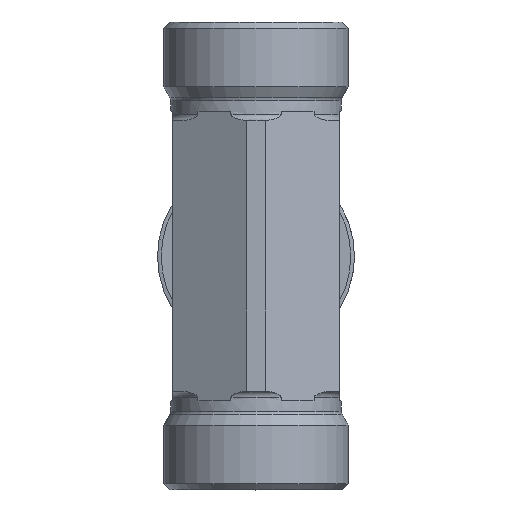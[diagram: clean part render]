
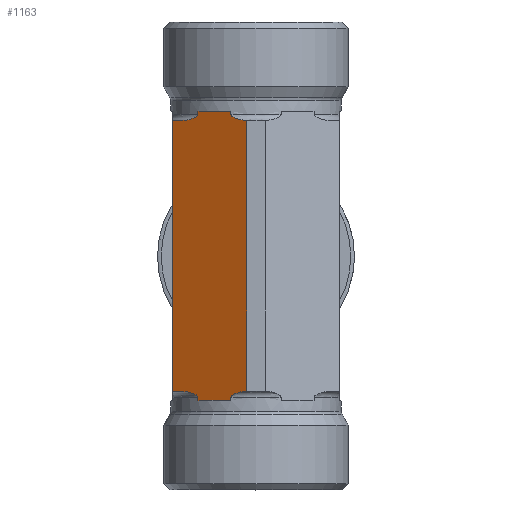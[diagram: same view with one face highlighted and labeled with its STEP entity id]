
A CAD part, top view. The second image highlights one B-rep face of the part: STEP entity #1163.
In plain terms, the highlighted planar face has unit normal (-0.5, 0, 0.866).
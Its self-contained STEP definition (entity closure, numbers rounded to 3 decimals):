
#490=CARTESIAN_POINT('',(-27.614,32.544,33.644));
#491=VERTEX_POINT('',#490);
#492=CARTESIAN_POINT('',(-30.292,31.544,32.098));
#493=VERTEX_POINT('',#492);
#494=CARTESIAN_POINT('',(-27.614,32.544,33.644));
#495=CARTESIAN_POINT('',(-27.614,32.51,33.644));
#496=CARTESIAN_POINT('',(-27.623,32.471,33.639));
#497=CARTESIAN_POINT('',(-27.652,32.397,33.622));
#498=CARTESIAN_POINT('',(-27.683,32.353,33.605));
#499=CARTESIAN_POINT('',(-27.838,32.173,33.515));
#500=CARTESIAN_POINT('',(-28.033,32.07,33.403));
#501=CARTESIAN_POINT('',(-28.822,31.699,32.947));
#502=CARTESIAN_POINT('',(-29.619,31.544,32.487));
#503=CARTESIAN_POINT('',(-30.292,31.544,32.098));
#504=B_SPLINE_CURVE_WITH_KNOTS('',3,(#494,#495,#496,#497,#498,#499,#500,#501,#502,#503),.UNSPECIFIED.,.F.,.U.,(4,2,2,2,4),(0.559,0.569,0.583,0.645,0.878),.UNSPECIFIED.);
#505=EDGE_CURVE('',#491,#493,#504,.T.);
#619=CARTESIAN_POINT('',(-22.255,32.544,36.738));
#620=VERTEX_POINT('',#619);
#628=CARTESIAN_POINT('',(-19.685,31.545,38.222));
#629=VERTEX_POINT('',#628);
#630=CARTESIAN_POINT('',(-19.685,31.545,38.222));
#631=CARTESIAN_POINT('',(-20.334,31.561,37.847));
#632=CARTESIAN_POINT('',(-21.08,31.715,37.417));
#633=CARTESIAN_POINT('',(-21.837,32.07,36.98));
#634=CARTESIAN_POINT('',(-22.031,32.173,36.868));
#635=CARTESIAN_POINT('',(-22.187,32.353,36.778));
#636=CARTESIAN_POINT('',(-22.217,32.397,36.76));
#637=CARTESIAN_POINT('',(-22.247,32.471,36.743));
#638=CARTESIAN_POINT('',(-22.255,32.51,36.738));
#639=CARTESIAN_POINT('',(-22.255,32.544,36.738));
#640=B_SPLINE_CURVE_WITH_KNOTS('',3,(#630,#631,#632,#633,#634,#635,#636,#637,#638,#639),.UNSPECIFIED.,.F.,.U.,(4,2,2,2,4),(0.252,0.473,0.535,0.549,0.559),.UNSPECIFIED.);
#641=EDGE_CURVE('',#629,#620,#640,.T.);
#742=CARTESIAN_POINT('',(-27.614,33.044,33.644));
#743=VERTEX_POINT('',#742);
#744=CARTESIAN_POINT('',(-27.614,33.044,33.644));
#745=DIRECTION('',(0.0,-1.0,0.0));
#746=VECTOR('',#745,0.5);
#747=LINE('',#744,#746);
#748=EDGE_CURVE('',#743,#491,#747,.T.);
#750=CARTESIAN_POINT('',(-22.255,33.044,36.738));
#751=VERTEX_POINT('',#750);
#759=CARTESIAN_POINT('',(-22.255,32.544,36.738));
#760=DIRECTION('',(0.0,1.0,0.0));
#761=VECTOR('',#760,0.5);
#762=LINE('',#759,#761);
#763=EDGE_CURVE('',#620,#751,#762,.T.);
#997=CARTESIAN_POINT('',(-19.685,-12.457,38.222));
#998=VERTEX_POINT('',#997);
#999=CARTESIAN_POINT('',(-19.685,31.545,38.222));
#1000=DIRECTION('',(0.0,-1.0,0.0));
#1001=VECTOR('',#1000,44.003);
#1002=LINE('',#999,#1001);
#1003=EDGE_CURVE('',#629,#998,#1002,.T.);
#1065=CARTESIAN_POINT('',(-22.255,33.044,36.738));
#1066=DIRECTION('',(-0.866,0.0,-0.5));
#1067=VECTOR('',#1066,6.188);
#1068=LINE('',#1065,#1067);
#1069=EDGE_CURVE('',#751,#743,#1068,.T.);
#1074=CARTESIAN_POINT('',(-31.685,9.544,31.294));
#1075=DIRECTION('',(-0.5,0.,0.866));
#1076=DIRECTION('',(0.866,0.,0.5));
#1077=AXIS2_PLACEMENT_3D('',#1074,#1075,#1076);
#1078=PLANE('',#1077);
#1079=ORIENTED_EDGE('',*,*,#641,.T.);
#1080=ORIENTED_EDGE('',*,*,#763,.T.);
#1081=ORIENTED_EDGE('',*,*,#1069,.T.);
#1082=ORIENTED_EDGE('',*,*,#748,.T.);
#1083=ORIENTED_EDGE('',*,*,#505,.T.);
#1084=CARTESIAN_POINT('',(-31.685,31.544,31.294));
#1085=VERTEX_POINT('',#1084);
#1086=CARTESIAN_POINT('',(-30.292,31.544,32.098));
#1087=DIRECTION('',(-0.866,0.0,-0.5));
#1088=VECTOR('',#1087,1.608);
#1089=LINE('',#1086,#1088);
#1090=EDGE_CURVE('',#493,#1085,#1089,.T.);
#1091=ORIENTED_EDGE('',*,*,#1090,.T.);
#1092=CARTESIAN_POINT('',(-31.685,-12.456,31.294));
#1093=VERTEX_POINT('',#1092);
#1094=CARTESIAN_POINT('',(-31.685,31.544,31.294));
#1095=DIRECTION('',(0.0,-1.0,0.0));
#1096=VECTOR('',#1095,44.);
#1097=LINE('',#1094,#1096);
#1098=EDGE_CURVE('',#1085,#1093,#1097,.T.);
#1099=ORIENTED_EDGE('',*,*,#1098,.T.);
#1100=CARTESIAN_POINT('',(-30.292,-12.456,32.098));
#1101=VERTEX_POINT('',#1100);
#1102=CARTESIAN_POINT('',(-31.685,-12.456,31.294));
#1103=DIRECTION('',(0.866,0.0,0.5));
#1104=VECTOR('',#1103,1.608);
#1105=LINE('',#1102,#1104);
#1106=EDGE_CURVE('',#1093,#1101,#1105,.T.);
#1107=ORIENTED_EDGE('',*,*,#1106,.T.);
#1108=CARTESIAN_POINT('',(-27.614,-13.456,33.644));
#1109=VERTEX_POINT('',#1108);
#1110=CARTESIAN_POINT('',(-30.292,-12.456,32.098));
#1111=CARTESIAN_POINT('',(-29.619,-12.456,32.487));
#1112=CARTESIAN_POINT('',(-28.822,-12.612,32.947));
#1113=CARTESIAN_POINT('',(-28.033,-12.982,33.403));
#1114=CARTESIAN_POINT('',(-27.838,-13.085,33.515));
#1115=CARTESIAN_POINT('',(-27.683,-13.265,33.605));
#1116=CARTESIAN_POINT('',(-27.652,-13.31,33.622));
#1117=CARTESIAN_POINT('',(-27.623,-13.383,33.639));
#1118=CARTESIAN_POINT('',(-27.614,-13.422,33.644));
#1119=CARTESIAN_POINT('',(-27.614,-13.456,33.644));
#1120=B_SPLINE_CURVE_WITH_KNOTS('',3,(#1110,#1111,#1112,#1113,#1114,#1115,#1116,#1117,#1118,#1119),.UNSPECIFIED.,.F.,.U.,(4,2,2,2,4),(0.239,0.473,0.535,0.549,0.559),.UNSPECIFIED.);
#1121=EDGE_CURVE('',#1101,#1109,#1120,.T.);
#1122=ORIENTED_EDGE('',*,*,#1121,.T.);
#1123=CARTESIAN_POINT('',(-27.614,-13.956,33.644));
#1124=VERTEX_POINT('',#1123);
#1125=CARTESIAN_POINT('',(-27.614,-13.456,33.644));
#1126=DIRECTION('',(0.0,-1.0,0.0));
#1127=VECTOR('',#1126,0.5);
#1128=LINE('',#1125,#1127);
#1129=EDGE_CURVE('',#1109,#1124,#1128,.T.);
#1130=ORIENTED_EDGE('',*,*,#1129,.T.);
#1131=CARTESIAN_POINT('',(-22.255,-13.956,36.738));
#1132=VERTEX_POINT('',#1131);
#1133=CARTESIAN_POINT('',(-27.614,-13.956,33.644));
#1134=DIRECTION('',(0.866,0.,0.5));
#1135=VECTOR('',#1134,6.188);
#1136=LINE('',#1133,#1135);
#1137=EDGE_CURVE('',#1124,#1132,#1136,.T.);
#1138=ORIENTED_EDGE('',*,*,#1137,.T.);
#1139=CARTESIAN_POINT('',(-22.255,-13.456,36.738));
#1140=VERTEX_POINT('',#1139);
#1141=CARTESIAN_POINT('',(-22.255,-13.956,36.738));
#1142=DIRECTION('',(0.0,1.0,0.0));
#1143=VECTOR('',#1142,0.5);
#1144=LINE('',#1141,#1143);
#1145=EDGE_CURVE('',#1132,#1140,#1144,.T.);
#1146=ORIENTED_EDGE('',*,*,#1145,.T.);
#1147=CARTESIAN_POINT('',(-22.255,-13.456,36.738));
#1148=CARTESIAN_POINT('',(-22.255,-13.422,36.738));
#1149=CARTESIAN_POINT('',(-22.247,-13.383,36.743));
#1150=CARTESIAN_POINT('',(-22.217,-13.31,36.76));
#1151=CARTESIAN_POINT('',(-22.187,-13.265,36.778));
#1152=CARTESIAN_POINT('',(-22.031,-13.085,36.868));
#1153=CARTESIAN_POINT('',(-21.837,-12.982,36.98));
#1154=CARTESIAN_POINT('',(-21.08,-12.627,37.417));
#1155=CARTESIAN_POINT('',(-20.334,-12.473,37.847));
#1156=CARTESIAN_POINT('',(-19.685,-12.457,38.222));
#1157=B_SPLINE_CURVE_WITH_KNOTS('',3,(#1147,#1148,#1149,#1150,#1151,#1152,#1153,#1154,#1155,#1156),.UNSPECIFIED.,.F.,.U.,(4,2,2,2,4),(0.559,0.569,0.583,0.645,0.866),.UNSPECIFIED.);
#1158=EDGE_CURVE('',#1140,#998,#1157,.T.);
#1159=ORIENTED_EDGE('',*,*,#1158,.T.);
#1160=ORIENTED_EDGE('',*,*,#1003,.F.);
#1161=EDGE_LOOP('',(#1079,#1080,#1081,#1082,#1083,#1091,#1099,#1107,#1122,#1130,#1138,#1146,#1159,#1160));
#1162=FACE_OUTER_BOUND('',#1161,.T.);
#1163=ADVANCED_FACE('',(#1162),#1078,.T.);
